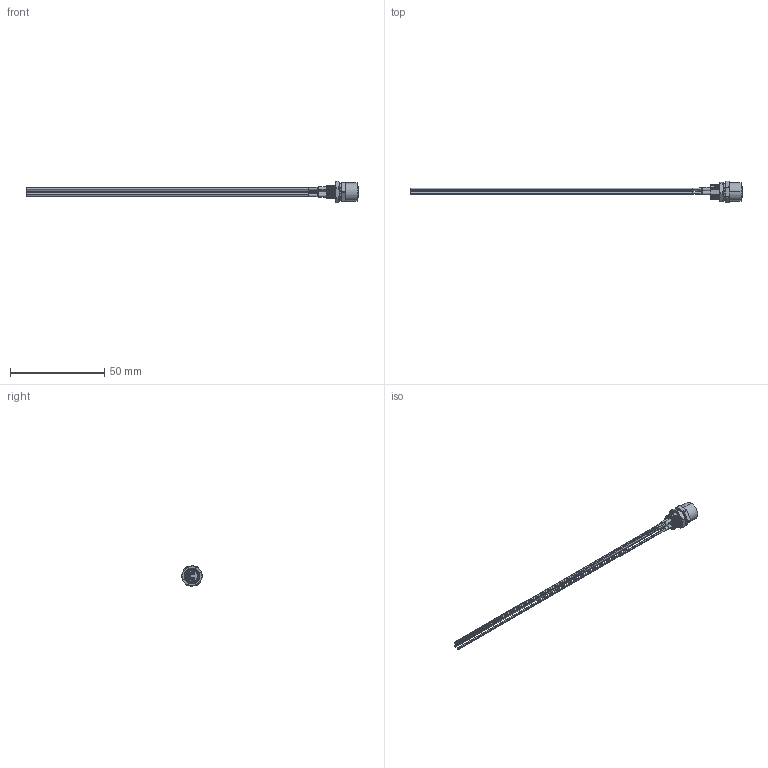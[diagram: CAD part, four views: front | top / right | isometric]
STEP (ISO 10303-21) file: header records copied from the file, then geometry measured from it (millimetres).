
FILE_DESCRIPTION (( 'STEP AP203' ), '1' );
FILE_NAME ('10-05252_revA.STEP', '2023-04-03T23:53:03', ( '' ), ( '' ), 'SwSTEP 2.0', 'SolidWorks 2021', '' );
FILE_SCHEMA (( 'CONFIG_CONTROL_DESIGN' ));
Length unit declared in the file: millimetre
Products named in the file (11): 54-00297-05___; 54-00297-03___; 30-01763_blunt cut; 54-00297-01___; Heat shrink; 54-00297-02___; 54-00297-04___; 30-01766_blunt cut; 10-05252_revA; 54-00297; 54-00297-06___
Assembly tree (18 placements, depth 3):
  10-05252_revA
    54-00297
      54-00297-01___
      54-00297-02___
      54-00297-03___  x4
      54-00297-04___
      54-00297-05___
      54-00297-06___
    Heat shrink  x4
    30-01766_blunt cut  x2
    30-01763_blunt cut  x2
Bounding box: 176.2 x 11.3 x 11.27 mm (x, y, z)
Volume: 1630.9 mm3; surface area: 16832 mm2
Topology: 177 solids, 177 shells, 1402 faces, 3056 edges, 2005 vertices
Faces by surface type: cylinder 822, plane 421, bspline 77, cone 56, torus 26
Entity records: 46826 total; most frequent: CARTESIAN_POINT 27637, DIRECTION 3781, ORIENTED_EDGE 3584, EDGE_CURVE 1792, AXIS2_PLACEMENT_3D 1592, VERTEX_POINT 1183, EDGE_LOOP 977, CIRCLE 841
